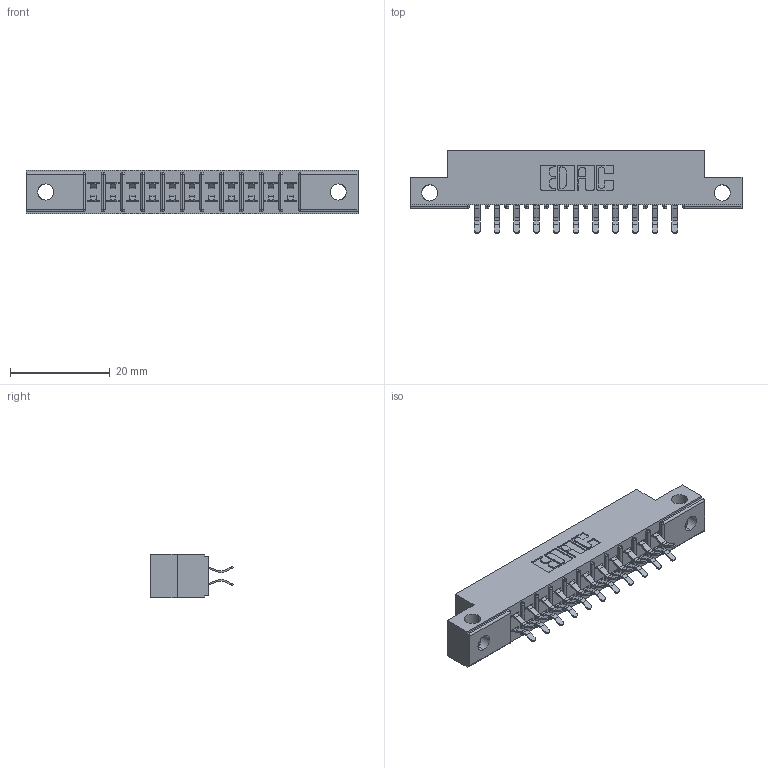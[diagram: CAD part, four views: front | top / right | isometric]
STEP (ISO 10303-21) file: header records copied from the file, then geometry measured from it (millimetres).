
FILE_DESCRIPTION (( 'STEP AP203' ), '1' );
FILE_NAME ('355-022-556-512.STEP', '2020-09-20T05:27:52', ( '' ), ( '' ), 'SwSTEP 2.0', 'SolidWorks 2020', '' );
FILE_SCHEMA (( 'CONFIG_CONTROL_DESIGN' ));
Length unit declared in the file: inch
Products named in the file (3): 305-290-001_556; 355-022-556-512; 305 Part_.128 Dia
Assembly tree (23 placements, depth 2):
  355-022-556-512
    305 Part_.128 Dia
    305-290-001_556  x22
Bounding box: 66.6 x 16.64 x 8.71 mm (x, y, z)
Volume: 3895.5 mm3; surface area: 7073.7 mm2
Topology: 23 solids, 23 shells, 1360 faces, 3905 edges, 2538 vertices
Faces by surface type: plane 750, cylinder 566, sphere 44
Entity records: 16312 total; most frequent: CARTESIAN_POINT 2751, ORIENTED_EDGE 2682, DIRECTION 2629, EDGE_CURVE 1341, LINE 1029, VECTOR 1029, VERTEX_POINT 858, AXIS2_PLACEMENT_3D 800
